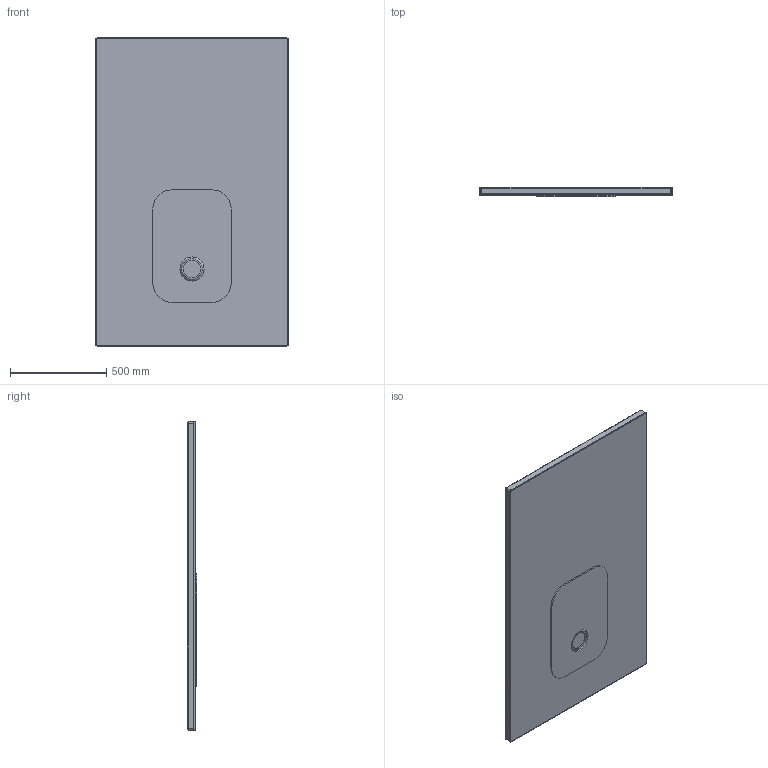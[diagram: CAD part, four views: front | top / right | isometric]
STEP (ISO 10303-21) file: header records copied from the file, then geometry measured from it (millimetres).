
FILE_DESCRIPTION((''),'2;1');
FILE_NAME('PLANEO160X100_22042019_ASM','2019-04-23T16:48:45',('grootj'),('Villeroy & Boch Wellness bv'),'CREO PARAMETRIC BY PTC INC, 2018020','CREO PARAMETRIC BY PTC INC, 2018020','');
FILE_SCHEMA(('CONFIG_CONTROL_DESIGN'));
Length unit declared in the file: millimetre
Products named in the file (4): COLMAR160X100_1-3DEGREE26072018; COVER-CLOSED07102016; PUR_PL160X100-23112018; PLANEO160X100_22042019_ASM
Assembly tree (3 placements, depth 2):
  PLANEO160X100_22042019_ASM
    COLMAR160X100_1-3DEGREE26072018
    COVER-CLOSED07102016
    PUR_PL160X100-23112018
Bounding box: 1000 x 47.89 x 1600 mm (x, y, z)
Volume: 17473530.9 mm3; surface area: 6801271.8 mm2
Topology: 3 solids, 3 shells, 315 faces, 728 edges, 424 vertices
Faces by surface type: bspline 220, cylinder 44, plane 35, torus 12, cone 4
Entity records: 19853 total; most frequent: CARTESIAN_POINT 14066, ORIENTED_EDGE 1456, DIRECTION 744, EDGE_CURVE 728, VERTEX_POINT 424, B_SPLINE_CURVE_WITH_KNOTS 381, EDGE_LOOP 324, FACE_OUTER_BOUND 315
